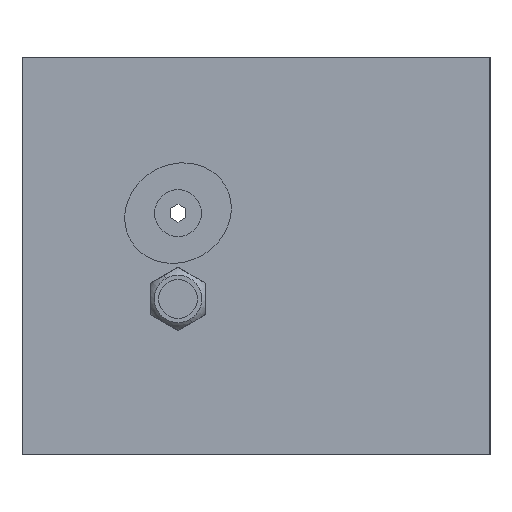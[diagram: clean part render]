
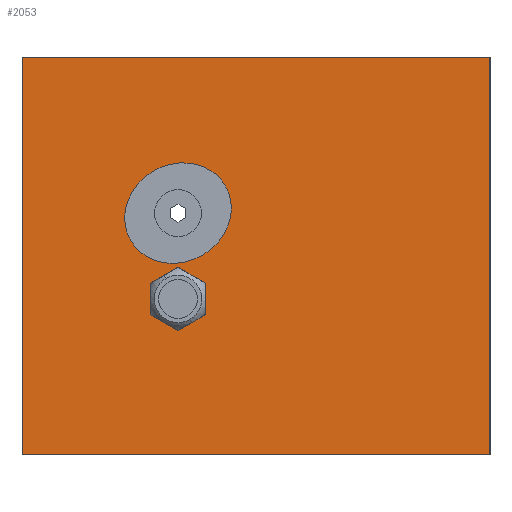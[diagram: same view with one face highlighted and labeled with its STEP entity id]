
A CAD part, left-side view. The second image highlights one B-rep face of the part: STEP entity #2053.
In plain terms, the highlighted planar face has unit normal (-1, 0, 0).
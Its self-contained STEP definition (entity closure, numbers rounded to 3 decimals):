
#380 = VECTOR ( 'NONE', #3793, 1000. ) ;
#382 = VECTOR ( 'NONE', #3811, 1000. ) ;
#385 = LINE ( 'NONE', #3798, #380 ) ;
#386 = LINE ( 'NONE', #3797, #382 ) ;
#388 = CIRCLE ( 'NONE', #4426, 2.625 ) ;
#389 = CIRCLE ( 'NONE', #4427, 2.625 ) ;
#927 = EDGE_CURVE ( 'NONE', #3243, #3244, #389, .T. ) ;
#928 = EDGE_CURVE ( 'NONE', #3282, #3284, #388, .T. ) ;
#929 = EDGE_CURVE ( 'NONE', #3206, #3229, #386, .T. ) ;
#930 = EDGE_CURVE ( 'NONE', #3258, #3207, #385, .T. ) ;
#1184 = EDGE_CURVE ( 'NONE', #3258, #3206, #4839, .T. ) ;
#1213 = EDGE_CURVE ( 'NONE', #3244, #3243, #4736, .T. ) ;
#1215 = EDGE_CURVE ( 'NONE', #3284, #3282, #4721, .T. ) ;
#1264 = EDGE_CURVE ( 'NONE', #3207, #3229, #4851, .T. ) ;
#1347 = DIRECTION ( 'NONE',  ( 0., 0., -1. ) ) ;
#1352 = CARTESIAN_POINT ( 'NONE',  ( 20.949, 33.694, 24.5 ) ) ;
#1910 = DIRECTION ( 'NONE',  ( 0., 0., -1. ) ) ;
#1911 = DIRECTION ( 'NONE',  ( 1., 0., 0. ) ) ;
#1912 = CARTESIAN_POINT ( 'NONE',  ( 20.949, -26.306, 24.5 ) ) ;
#1918 = PLANE ( 'NONE',  #2371 ) ;
#2053 = ADVANCED_FACE ( 'NONE', ( #4530, #4534, #4528 ), #1918, .F. ) ;
#2371 = AXIS2_PLACEMENT_3D ( 'NONE', #1912, #1911, #1910 ) ;
#2526 = EDGE_LOOP ( 'NONE', ( #2821, #2822, #2823, #2824 ) ) ;
#2527 = EDGE_LOOP ( 'NONE', ( #2819, #2820 ) ) ;
#2529 = EDGE_LOOP ( 'NONE', ( #2817, #2818 ) ) ;
#2817 = ORIENTED_EDGE ( 'NONE', *, *, #1213, .T. ) ;
#2818 = ORIENTED_EDGE ( 'NONE', *, *, #927, .T. ) ;
#2819 = ORIENTED_EDGE ( 'NONE', *, *, #1215, .T. ) ;
#2820 = ORIENTED_EDGE ( 'NONE', *, *, #928, .T. ) ;
#2821 = ORIENTED_EDGE ( 'NONE', *, *, #929, .T. ) ;
#2822 = ORIENTED_EDGE ( 'NONE', *, *, #1264, .F. ) ;
#2823 = ORIENTED_EDGE ( 'NONE', *, *, #930, .F. ) ;
#2824 = ORIENTED_EDGE ( 'NONE', *, *, #1184, .T. ) ;
#3206 = VERTEX_POINT ( 'NONE', #5620 ) ;
#3207 = VERTEX_POINT ( 'NONE', #5619 ) ;
#3229 = VERTEX_POINT ( 'NONE', #5595 ) ;
#3243 = VERTEX_POINT ( 'NONE', #5591 ) ;
#3244 = VERTEX_POINT ( 'NONE', #5578 ) ;
#3258 = VERTEX_POINT ( 'NONE', #5562 ) ;
#3282 = VERTEX_POINT ( 'NONE', #5533 ) ;
#3284 = VERTEX_POINT ( 'NONE', #5529 ) ;
#3793 = DIRECTION ( 'NONE',  ( 0., -1., 0. ) ) ;
#3794 = DIRECTION ( 'NONE',  ( 0., 0., -1. ) ) ;
#3795 = DIRECTION ( 'NONE',  ( 1., 0., 0. ) ) ;
#3796 = CARTESIAN_POINT ( 'NONE',  ( 20.949, 13.694, -4.5 ) ) ;
#3797 = CARTESIAN_POINT ( 'NONE',  ( 20.949, -26.306, -24.5 ) ) ;
#3798 = CARTESIAN_POINT ( 'NONE',  ( 20.949, -26.306, 26.5 ) ) ;
#3799 = DIRECTION ( 'NONE',  ( 0., 0., -1. ) ) ;
#3800 = DIRECTION ( 'NONE',  ( 1., 0., 0. ) ) ;
#3801 = CARTESIAN_POINT ( 'NONE',  ( 20.949, 13.694, 6.5 ) ) ;
#3811 = DIRECTION ( 'NONE',  ( 0., -1., 0. ) ) ;
#4336 = AXIS2_PLACEMENT_3D ( 'NONE', #5343, #5342, #5341 ) ;
#4338 = AXIS2_PLACEMENT_3D ( 'NONE', #5353, #5352, #5351 ) ;
#4426 = AXIS2_PLACEMENT_3D ( 'NONE', #3796, #3795, #3794 ) ;
#4427 = AXIS2_PLACEMENT_3D ( 'NONE', #3801, #3800, #3799 ) ;
#4528 = FACE_OUTER_BOUND ( 'NONE', #2526, .T. ) ;
#4530 = FACE_BOUND ( 'NONE', #2529, .T. ) ;
#4534 = FACE_BOUND ( 'NONE', #2527, .T. ) ;
#4721 = CIRCLE ( 'NONE', #4336, 2.625 ) ;
#4736 = CIRCLE ( 'NONE', #4338, 2.625 ) ;
#4753 = VECTOR ( 'NONE', #5201, 1000. ) ;
#4832 = VECTOR ( 'NONE', #1347, 1000. ) ;
#4839 = LINE ( 'NONE', #1352, #4832 ) ;
#4851 = LINE ( 'NONE', #5207, #4753 ) ;
#5201 = DIRECTION ( 'NONE',  ( 0., 0., -1. ) ) ;
#5207 = CARTESIAN_POINT ( 'NONE',  ( 20.949, -26.306, 24.5 ) ) ;
#5341 = DIRECTION ( 'NONE',  ( 0., 0., -1. ) ) ;
#5342 = DIRECTION ( 'NONE',  ( 1., 0., 0. ) ) ;
#5343 = CARTESIAN_POINT ( 'NONE',  ( 20.949, 13.694, -4.5 ) ) ;
#5351 = DIRECTION ( 'NONE',  ( 0., 0., -1. ) ) ;
#5352 = DIRECTION ( 'NONE',  ( 1., 0., 0. ) ) ;
#5353 = CARTESIAN_POINT ( 'NONE',  ( 20.949, 13.694, 6.5 ) ) ;
#5529 = CARTESIAN_POINT ( 'NONE',  ( 20.949, 13.694, -1.875 ) ) ;
#5533 = CARTESIAN_POINT ( 'NONE',  ( 20.949, 13.694, -7.125 ) ) ;
#5562 = CARTESIAN_POINT ( 'NONE',  ( 20.949, 33.694, 26.5 ) ) ;
#5578 = CARTESIAN_POINT ( 'NONE',  ( 20.949, 13.694, 9.125 ) ) ;
#5591 = CARTESIAN_POINT ( 'NONE',  ( 20.949, 13.694, 3.875 ) ) ;
#5595 = CARTESIAN_POINT ( 'NONE',  ( 20.949, -26.306, -24.5 ) ) ;
#5619 = CARTESIAN_POINT ( 'NONE',  ( 20.949, -26.306, 26.5 ) ) ;
#5620 = CARTESIAN_POINT ( 'NONE',  ( 20.949, 33.694, -24.5 ) ) ;
